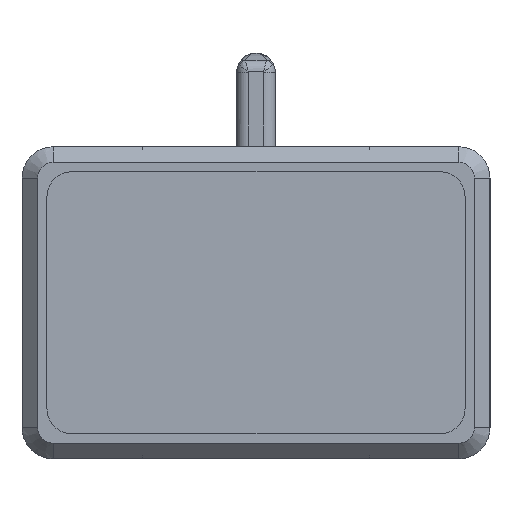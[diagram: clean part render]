
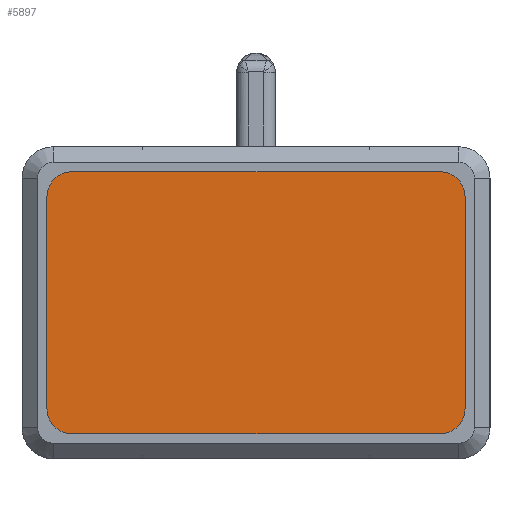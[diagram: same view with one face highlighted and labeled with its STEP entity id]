
A CAD part, left-side view. The second image highlights one B-rep face of the part: STEP entity #5897.
In plain terms, the highlighted face is planar.
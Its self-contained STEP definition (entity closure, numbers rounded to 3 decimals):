
#44 = CARTESIAN_POINT ( 'NONE',  ( -13.6, -28., 23.6 ) ) ;
#52 = EDGE_CURVE ( 'NONE', #6740, #1159, #8228, .T. ) ;
#87 = VECTOR ( 'NONE', #2476, 1000. ) ;
#99 = CIRCLE ( 'NONE', #3834, 3.2 ) ;
#333 = AXIS2_PLACEMENT_3D ( 'NONE', #7076, #1996, #476 ) ;
#348 = EDGE_CURVE ( 'NONE', #1159, #7640, #6726, .T. ) ;
#378 = PLANE ( 'NONE',  #7528 ) ;
#398 = DIRECTION ( 'NONE',  ( -1., 0., 0. ) ) ;
#476 = DIRECTION ( 'NONE',  ( -1., 0., 0. ) ) ;
#478 = CARTESIAN_POINT ( 'NONE',  ( -13.6, -28., -26.8 ) ) ;
#709 = CIRCLE ( 'NONE', #7992, 3.2 ) ;
#767 = ORIENTED_EDGE ( 'NONE', *, *, #1455, .T. ) ;
#874 = CARTESIAN_POINT ( 'NONE',  ( -16.8, -28., 23.6 ) ) ;
#931 = LINE ( 'NONE', #6015, #1478 ) ;
#1076 = DIRECTION ( 'NONE',  ( 0., -1., 0. ) ) ;
#1140 = CARTESIAN_POINT ( 'NONE',  ( -16.8, -28., -23.6 ) ) ;
#1159 = VERTEX_POINT ( 'NONE', #478 ) ;
#1251 = VECTOR ( 'NONE', #7506, 1000. ) ;
#1455 = EDGE_CURVE ( 'NONE', #4611, #6740, #6786, .T. ) ;
#1478 = VECTOR ( 'NONE', #3902, 1000. ) ;
#1548 = VERTEX_POINT ( 'NONE', #5339 ) ;
#1696 = VERTEX_POINT ( 'NONE', #4908 ) ;
#1753 = CARTESIAN_POINT ( 'NONE',  ( -13.6, -28., -26.8 ) ) ;
#1996 = DIRECTION ( 'NONE',  ( 0., -1., 0. ) ) ;
#2018 = CARTESIAN_POINT ( 'NONE',  ( -16.8, -28., 23.6 ) ) ;
#2364 = LINE ( 'NONE', #5321, #5754 ) ;
#2438 = CARTESIAN_POINT ( 'NONE',  ( 13.6, -28., 23.6 ) ) ;
#2468 = ORIENTED_EDGE ( 'NONE', *, *, #6361, .T. ) ;
#2476 = DIRECTION ( 'NONE',  ( 1., 0., 0. ) ) ;
#2876 = DIRECTION ( 'NONE',  ( 1., 0., 0. ) ) ;
#3292 = EDGE_CURVE ( 'NONE', #1548, #9555, #2364, .T. ) ;
#3414 = ORIENTED_EDGE ( 'NONE', *, *, #7764, .T. ) ;
#3568 = DIRECTION ( 'NONE',  ( 0., -1., 0. ) ) ;
#3808 = DIRECTION ( 'NONE',  ( 0., -1., 0. ) ) ;
#3834 = AXIS2_PLACEMENT_3D ( 'NONE', #4256, #5167, #7922 ) ;
#3902 = DIRECTION ( 'NONE',  ( 0., 0., 1. ) ) ;
#3939 = ORIENTED_EDGE ( 'NONE', *, *, #52, .T. ) ;
#4256 = CARTESIAN_POINT ( 'NONE',  ( 13.6, -28., -23.6 ) ) ;
#4611 = VERTEX_POINT ( 'NONE', #2018 ) ;
#4706 = ORIENTED_EDGE ( 'NONE', *, *, #348, .T. ) ;
#4908 = CARTESIAN_POINT ( 'NONE',  ( 16.8, -28., -23.6 ) ) ;
#4919 = ORIENTED_EDGE ( 'NONE', *, *, #9067, .T. ) ;
#5167 = DIRECTION ( 'NONE',  ( 0., -1., 0. ) ) ;
#5227 = ORIENTED_EDGE ( 'NONE', *, *, #3292, .T. ) ;
#5321 = CARTESIAN_POINT ( 'NONE',  ( 13.6, -28., 26.8 ) ) ;
#5339 = CARTESIAN_POINT ( 'NONE',  ( 13.6, -28., 26.8 ) ) ;
#5440 = ORIENTED_EDGE ( 'NONE', *, *, #5781, .T. ) ;
#5754 = VECTOR ( 'NONE', #398, 1000. ) ;
#5777 = EDGE_LOOP ( 'NONE', ( #3414, #5227, #5440, #767, #3939, #4706, #2468, #4919 ) ) ;
#5781 = EDGE_CURVE ( 'NONE', #9555, #4611, #709, .T. ) ;
#5897 = ADVANCED_FACE ( 'NONE', ( #6110 ), #378, .T. ) ;
#5906 = AXIS2_PLACEMENT_3D ( 'NONE', #9488, #3568, #2876 ) ;
#6015 = CARTESIAN_POINT ( 'NONE',  ( 16.8, -28., -23.6 ) ) ;
#6110 = FACE_OUTER_BOUND ( 'NONE', #5777, .T. ) ;
#6214 = CARTESIAN_POINT ( 'NONE',  ( 13.6, -28., -26.8 ) ) ;
#6281 = CARTESIAN_POINT ( 'NONE',  ( -13.6, -28., 26.8 ) ) ;
#6361 = EDGE_CURVE ( 'NONE', #7640, #1696, #99, .T. ) ;
#6726 = LINE ( 'NONE', #1753, #87 ) ;
#6740 = VERTEX_POINT ( 'NONE', #1140 ) ;
#6776 = CARTESIAN_POINT ( 'NONE',  ( 16.8, -28., 23.6 ) ) ;
#6786 = LINE ( 'NONE', #874, #1251 ) ;
#7076 = CARTESIAN_POINT ( 'NONE',  ( -13.6, -28., -23.6 ) ) ;
#7137 = CIRCLE ( 'NONE', #5906, 3.2 ) ;
#7371 = DIRECTION ( 'NONE',  ( 1., 0., 0. ) ) ;
#7506 = DIRECTION ( 'NONE',  ( 0., 0., -1. ) ) ;
#7528 = AXIS2_PLACEMENT_3D ( 'NONE', #2438, #1076, #7753 ) ;
#7640 = VERTEX_POINT ( 'NONE', #6214 ) ;
#7753 = DIRECTION ( 'NONE',  ( 1., 0., 0. ) ) ;
#7764 = EDGE_CURVE ( 'NONE', #9323, #1548, #7137, .T. ) ;
#7922 = DIRECTION ( 'NONE',  ( 1., 0., 0. ) ) ;
#7992 = AXIS2_PLACEMENT_3D ( 'NONE', #44, #3808, #7371 ) ;
#8228 = CIRCLE ( 'NONE', #333, 3.2 ) ;
#9067 = EDGE_CURVE ( 'NONE', #1696, #9323, #931, .T. ) ;
#9323 = VERTEX_POINT ( 'NONE', #6776 ) ;
#9488 = CARTESIAN_POINT ( 'NONE',  ( 13.6, -28., 23.6 ) ) ;
#9555 = VERTEX_POINT ( 'NONE', #6281 ) ;
